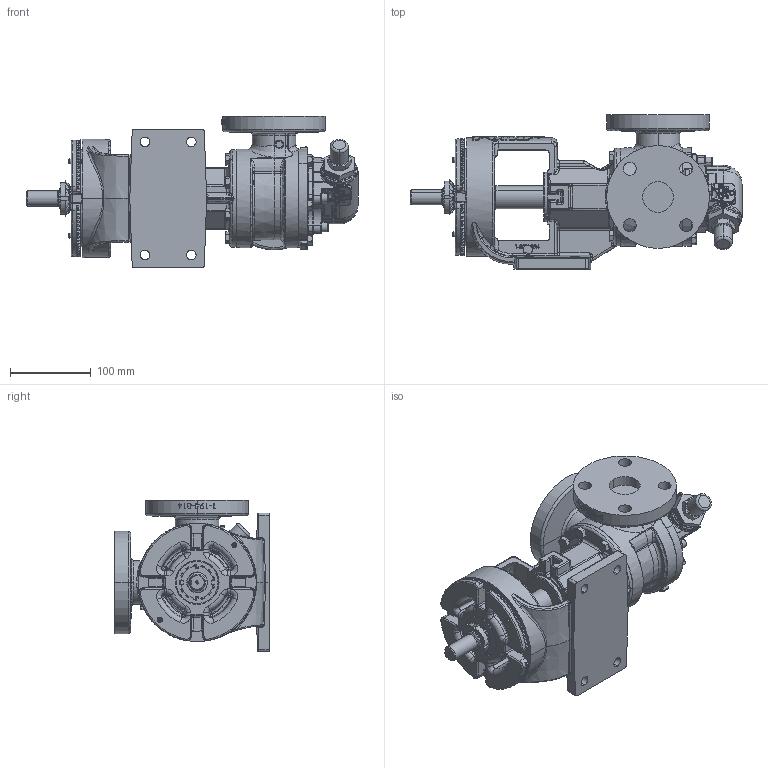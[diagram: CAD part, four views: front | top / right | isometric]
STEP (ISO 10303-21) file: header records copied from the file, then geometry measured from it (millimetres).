
FILE_DESCRIPTION (( 'STEP AP214' ), '1' );
FILE_NAME ('H123A.STEP', '2016-08-22T16:20:28', ( '' ), ( '' ), 'SwSTEP 2.0', 'SolidWorks 2015', '' );
FILE_SCHEMA (( 'AUTOMOTIVE_DESIGN' ));
Length unit declared in the file: inch
Products named in the file (1): H123A
Bounding box: 409.99 x 190.5 x 187.32 mm (x, y, z)
Volume: 3498267.9 mm3; surface area: 350545.3 mm2
Topology: 1 solids, 1 shells, 3241 faces, 8235 edges, 5048 vertices
Faces by surface type: plane 1062, cylinder 853, bspline 806, cone 322, torus 110, sphere 88
Entity records: 189118 total; most frequent: CARTESIAN_POINT 89273, ORIENTED_EDGE 16328, DIRECTION 12775, EDGE_CURVE 8164, VERTEX_POINT 5047, AXIS2_PLACEMENT_3D 4852, EDGE_LOOP 3397, ADVANCED_FACE 3241
